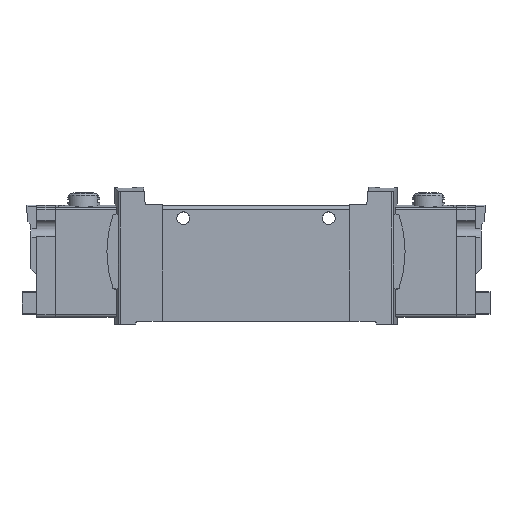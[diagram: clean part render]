
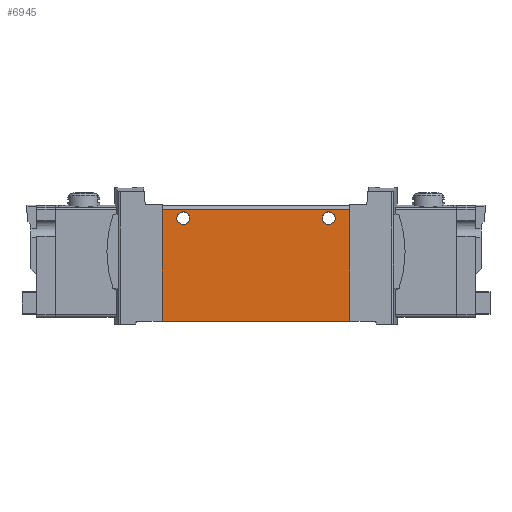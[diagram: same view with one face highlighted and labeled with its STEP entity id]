
A CAD part, top view. The second image highlights one B-rep face of the part: STEP entity #6945.
In plain terms, the highlighted planar face has unit normal (0, 0, 1).
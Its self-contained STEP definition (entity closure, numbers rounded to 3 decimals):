
#275=CIRCLE('',#7463,1.6);
#276=CIRCLE('',#7464,1.6);
#824=ORIENTED_EDGE('',*,*,#2792,.F.);
#825=ORIENTED_EDGE('',*,*,#2793,.F.);
#826=ORIENTED_EDGE('',*,*,#2794,.T.);
#827=ORIENTED_EDGE('',*,*,#2795,.F.);
#828=ORIENTED_EDGE('',*,*,#2796,.F.);
#829=ORIENTED_EDGE('',*,*,#2789,.T.);
#2789=EDGE_CURVE('',#3768,#3767,#4380,.T.);
#2792=EDGE_CURVE('',#3769,#3769,#275,.T.);
#2793=EDGE_CURVE('',#3770,#3770,#276,.T.);
#2794=EDGE_CURVE('',#3767,#3771,#4382,.T.);
#2795=EDGE_CURVE('',#3772,#3771,#4383,.T.);
#2796=EDGE_CURVE('',#3768,#3772,#4384,.T.);
#3767=VERTEX_POINT('',#10716);
#3768=VERTEX_POINT('',#10718);
#3769=VERTEX_POINT('',#10723);
#3770=VERTEX_POINT('',#10725);
#3771=VERTEX_POINT('',#10727);
#3772=VERTEX_POINT('',#10729);
#4380=LINE('',#10717,#5104);
#4382=LINE('',#10726,#5106);
#4383=LINE('',#10728,#5107);
#4384=LINE('',#10730,#5108);
#5104=VECTOR('',#8418,1000.);
#5106=VECTOR('',#8428,1000.);
#5107=VECTOR('',#8429,1000.);
#5108=VECTOR('',#8430,1000.);
#5746=EDGE_LOOP('',(#824));
#5747=EDGE_LOOP('',(#825));
#5748=EDGE_LOOP('',(#826,#827,#828,#829));
#6222=FACE_BOUND('',#5746,.T.);
#6223=FACE_BOUND('',#5747,.T.);
#6224=FACE_BOUND('',#5748,.T.);
#6653=PLANE('',#7462);
#6945=ADVANCED_FACE('',(#6222,#6223,#6224),#6653,.F.);
#7462=AXIS2_PLACEMENT_3D('',#10721,#8422,#8423);
#7463=AXIS2_PLACEMENT_3D('',#10722,#8424,#8425);
#7464=AXIS2_PLACEMENT_3D('',#10724,#8426,#8427);
#8418=DIRECTION('',(-1.,0.,0.));
#8422=DIRECTION('',(0.,0.,-1.));
#8423=DIRECTION('',(-1.,0.,0.));
#8424=DIRECTION('',(0.,0.,1.));
#8425=DIRECTION('',(1.,0.,0.));
#8426=DIRECTION('',(0.,0.,1.));
#8427=DIRECTION('',(1.,0.,0.));
#8428=DIRECTION('',(0.,-1.,0.));
#8429=DIRECTION('',(-1.,0.,0.));
#8430=DIRECTION('',(0.,-1.,0.));
#10716=CARTESIAN_POINT('',(-23.8,28.35,7.2));
#10717=CARTESIAN_POINT('',(23.8,28.35,7.2));
#10718=CARTESIAN_POINT('',(23.8,28.35,7.2));
#10721=CARTESIAN_POINT('',(23.8,28.35,7.2));
#10722=CARTESIAN_POINT('',(-18.5,26.2,7.2));
#10723=CARTESIAN_POINT('',(-16.9,26.2,7.2));
#10724=CARTESIAN_POINT('',(18.5,26.2,7.2));
#10725=CARTESIAN_POINT('',(20.1,26.2,7.2));
#10726=CARTESIAN_POINT('',(-23.8,28.35,7.2));
#10727=CARTESIAN_POINT('',(-23.8,0.,7.2));
#10728=CARTESIAN_POINT('',(23.8,0.,7.2));
#10729=CARTESIAN_POINT('',(23.8,0.,7.2));
#10730=CARTESIAN_POINT('',(23.8,28.35,7.2));
